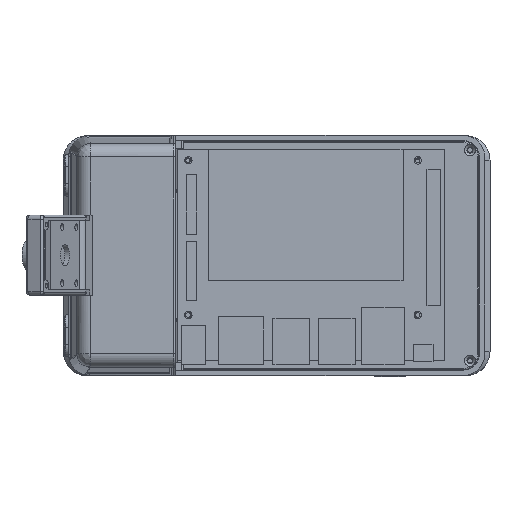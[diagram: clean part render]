
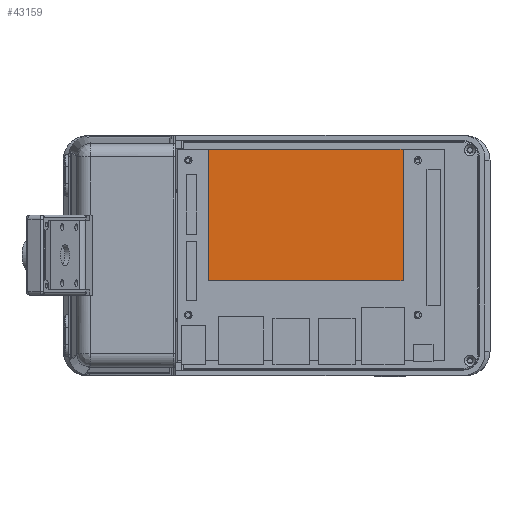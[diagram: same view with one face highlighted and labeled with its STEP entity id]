
A CAD part, top view. The second image highlights one B-rep face of the part: STEP entity #43159.
In plain terms, the highlighted planar face has unit normal (0, 0, 1).
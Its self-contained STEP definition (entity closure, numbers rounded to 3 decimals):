
#1780=PLANE('',#46749);
#4010=LINE('',#68027,#7982);
#4013=LINE('',#68033,#7985);
#4016=LINE('',#68039,#7988);
#4019=LINE('',#68043,#7991);
#7982=VECTOR('',#53979,10.);
#7985=VECTOR('',#53984,10.);
#7988=VECTOR('',#53989,10.);
#7991=VECTOR('',#53994,10.);
#12331=FACE_OUTER_BOUND('',#15164,.T.);
#15164=EDGE_LOOP('',(#32964,#32965,#32966,#32967));
#20273=VERTEX_POINT('',#68024);
#20274=VERTEX_POINT('',#68026);
#20276=VERTEX_POINT('',#68032);
#20278=VERTEX_POINT('',#68038);
#24823=EDGE_CURVE('',#20274,#20273,#4010,.T.);
#24826=EDGE_CURVE('',#20276,#20274,#4013,.T.);
#24829=EDGE_CURVE('',#20278,#20276,#4016,.T.);
#24832=EDGE_CURVE('',#20273,#20278,#4019,.T.);
#32964=ORIENTED_EDGE('',*,*,#24832,.T.);
#32965=ORIENTED_EDGE('',*,*,#24829,.T.);
#32966=ORIENTED_EDGE('',*,*,#24826,.T.);
#32967=ORIENTED_EDGE('',*,*,#24823,.T.);
#43159=ADVANCED_FACE('',(#12331),#1780,.T.);
#46749=AXIS2_PLACEMENT_3D('',#68044,#53995,#53996);
#53979=DIRECTION('',(-1.,0.,0.));
#53984=DIRECTION('',(0.,1.,0.));
#53989=DIRECTION('',(1.,0.,0.));
#53994=DIRECTION('',(0.,-1.,0.));
#53995=DIRECTION('center_axis',(0.,0.,1.));
#53996=DIRECTION('ref_axis',(1.,0.,0.));
#68024=CARTESIAN_POINT('',(-45.426,39.855,35.));
#68026=CARTESIAN_POINT('',(27.625,39.855,35.));
#68027=CARTESIAN_POINT('',(-56.849,39.855,35.));
#68032=CARTESIAN_POINT('',(27.625,-9.412,35.));
#68033=CARTESIAN_POINT('',(27.625,-9.412,35.));
#68038=CARTESIAN_POINT('',(-45.426,-9.412,35.));
#68039=CARTESIAN_POINT('',(-45.426,-9.412,35.));
#68043=CARTESIAN_POINT('',(-45.426,39.855,35.));
#68044=CARTESIAN_POINT('Origin',(-8.9,15.221,35.));
